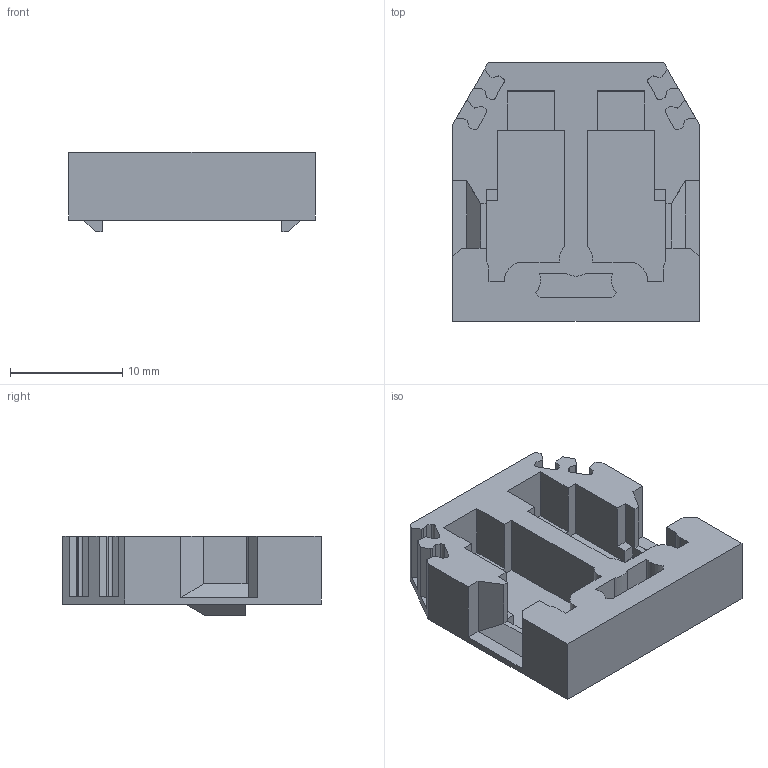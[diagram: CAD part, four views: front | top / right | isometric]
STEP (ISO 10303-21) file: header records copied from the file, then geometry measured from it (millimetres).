
FILE_DESCRIPTION(/* description */ (''),/* implementation_level */ '2;1');
FILE_NAME(/* name */ 'bka4.stp',/* time_stamp */ '2011-06-21T13:41:29+02:00',/* author */ (''),/* organization */ (''),/* preprocessor_version */ 'ST-DEVELOPER v11',/* originating_system */ 'SIEMENS UGS NX 6.0',/* authorisation */ '');
FILE_SCHEMA (('CONFIG_CONTROL_DESIGN'));
Length unit declared in the file: millimetre
Products named in the file (1): bka4_Begemann_info
Bounding box: 22 x 23 x 7.1 mm (x, y, z)
Volume: 1616.3 mm3; surface area: 2183.4 mm2
Topology: 1 solids, 1 shells, 145 faces, 404 edges, 268 vertices
Faces by surface type: plane 124, cylinder 21
Full cylindrical faces by diameter (mm): 4.2 x2
Entity records: 4646 total; most frequent: CARTESIAN_POINT 812, ORIENTED_EDGE 800, DIRECTION 734, EDGE_CURVE 400, LINE 358, VECTOR 358, VERTEX_POINT 266, AXIS2_PLACEMENT_3D 188
